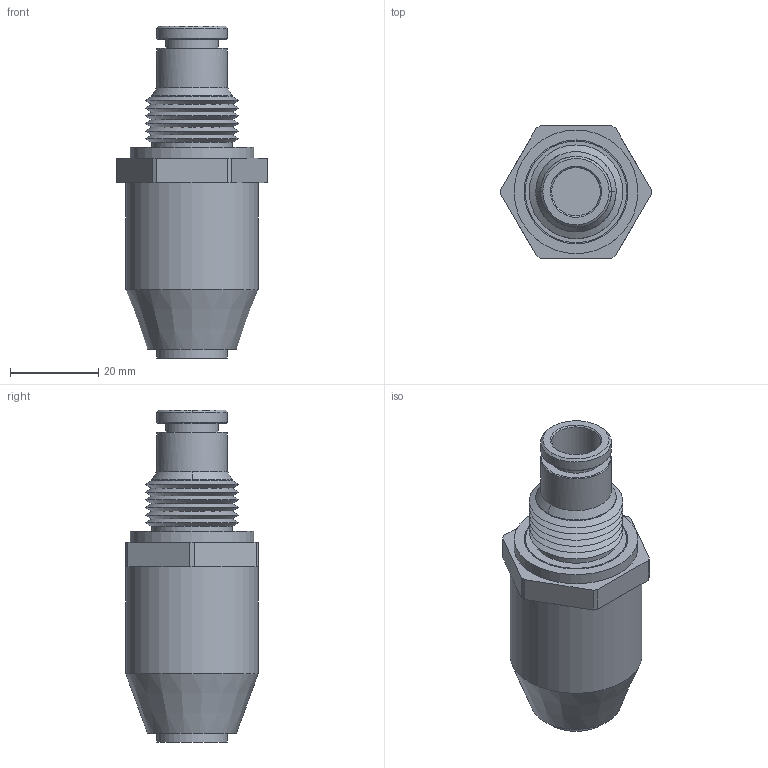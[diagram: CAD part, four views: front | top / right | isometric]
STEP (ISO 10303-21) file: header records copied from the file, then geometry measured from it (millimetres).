
FILE_DESCRIPTION(/* description */ ('Unknown'),/* implementation_level */ '2;1');
FILE_NAME(/* name */ 'OF.91100-001',/* time_stamp */ '2023-07-27T13:48:35+02:00',/* author */ ('Unknown'),/* organization */ ('Unknown'),/* preprocessor_version */ 'ST-DEVELOPER v18.102',/* originating_system */ 'Solid Edge',/* authorisation */ 'Unknown');
FILE_SCHEMA (('AUTOMOTIVE_DESIGN {1 0 10303 214 3 1 1}'));
Length unit declared in the file: millimetre
Products named in the file (2): OF; OF.91100
Assembly tree (1 placements, depth 2):
  OF
    OF.91100
Bounding box: 34.06 x 30 x 75.2 mm (x, y, z)
Volume: 33165.9 mm3; surface area: 9590 mm2
Topology: 1 solids, 1 shells, 64 faces, 151 edges, 98 vertices
Faces by surface type: plane 29, cone 23, cylinder 12
Full cylindrical faces by diameter (mm): 11 x1, 12 x1, 16 x3, 18.2 x2, 19 x1, 23 x1, 23.5 x1, 28 x1, 30 x1
Entity records: 1818 total; most frequent: CARTESIAN_POINT 493, DIRECTION 246, ORIENTED_EDGE 236, EDGE_CURVE 118, AXIS2_PLACEMENT_3D 102, EDGE_LOOP 98, FACE_BOUND 98, VERTEX_POINT 90
